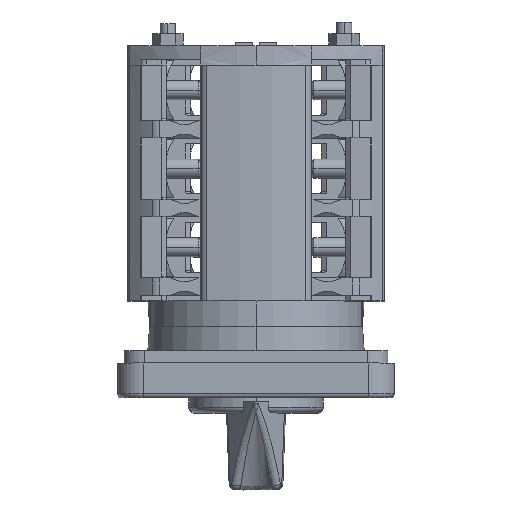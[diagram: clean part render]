
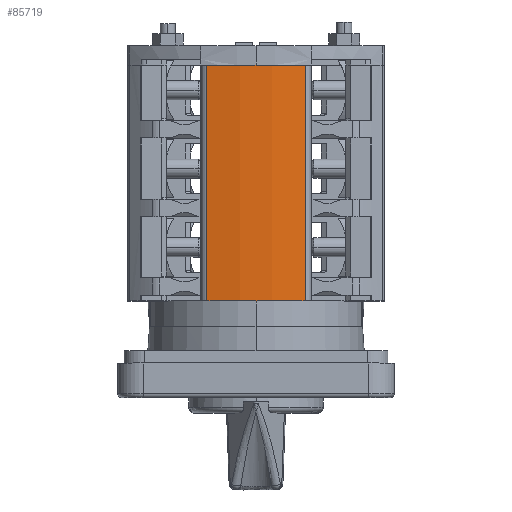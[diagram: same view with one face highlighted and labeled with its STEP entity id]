
A CAD part, top view. The second image highlights one B-rep face of the part: STEP entity #85719.
In plain terms, the highlighted cylindrical face has radius 65.6 mm (diameter 131.2 mm), a partial arc.
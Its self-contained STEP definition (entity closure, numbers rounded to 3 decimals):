
#43312=DIRECTION('',(0.,-1.,0.));
#43313=VECTOR('',#43312,61.5);
#43314=CARTESIAN_POINT('',(29.967,-51.346,
54.744));
#43315=LINE('',#43314,#43313);
#43326=CARTESIAN_POINT('',(42.757,-112.846,
-9.597));
#43327=DIRECTION('',(0.,-1.,0.));
#43328=DIRECTION('',(0.195,0.,0.981));
#43329=AXIS2_PLACEMENT_3D('',#43326,#43327,#43328);
#43334=CARTESIAN_POINT('',(42.757,-51.346,
-9.597));
#43335=DIRECTION('',(0.,1.,0.));
#43336=DIRECTION('',(-0.195,0.,0.981));
#43337=AXIS2_PLACEMENT_3D('',#43334,#43335,#43336);
#43342=DIRECTION('',(0.,-1.,0.));
#43343=VECTOR('',#43342,61.5);
#43344=CARTESIAN_POINT('',(55.547,-51.346,
54.744));
#43345=LINE('',#43344,#43343);
#73533=CARTESIAN_POINT('',(55.547,-51.346,
54.744));
#73534=VERTEX_POINT('',#73533);
#73535=CARTESIAN_POINT('',(29.967,-51.346,
54.744));
#73536=VERTEX_POINT('',#73535);
#76151=CARTESIAN_POINT('',(29.967,-112.846,
54.744));
#76152=VERTEX_POINT('',#76151);
#76153=CARTESIAN_POINT('',(55.547,-112.846,
54.744));
#76155=VERTEX_POINT('',#76153);
#85706=CARTESIAN_POINT('',(42.757,-71.846,
-9.597));
#85707=DIRECTION('',(0.,1.,0.));
#85708=DIRECTION('',(0.,0.,1.));
#85709=AXIS2_PLACEMENT_3D('',#85706,#85707,#85708);
#85710=CYLINDRICAL_SURFACE('',#85709,65.6);
#85711=ORIENTED_EDGE('',*,*,#81210,.T.);
#85712=ORIENTED_EDGE('',*,*,#85697,.F.);
#85714=ORIENTED_EDGE('',*,*,#85713,.T.);
#85716=ORIENTED_EDGE('',*,*,#85715,.T.);
#85717=EDGE_LOOP('',(#85711,#85712,#85714,#85716));
#85718=FACE_OUTER_BOUND('',#85717,.F.);
#43330=CIRCLE('',#43329,65.6);
#43338=CIRCLE('',#43337,65.6);
#81210=EDGE_CURVE('',#76155,#76152,#43330,.T.);
#85697=EDGE_CURVE('',#73536,#76152,#43315,.T.);
#85713=EDGE_CURVE('',#73536,#73534,#43338,.T.);
#85715=EDGE_CURVE('',#73534,#76155,#43345,.T.);
#85719=ADVANCED_FACE('',(#85718),#85710,.T.);
